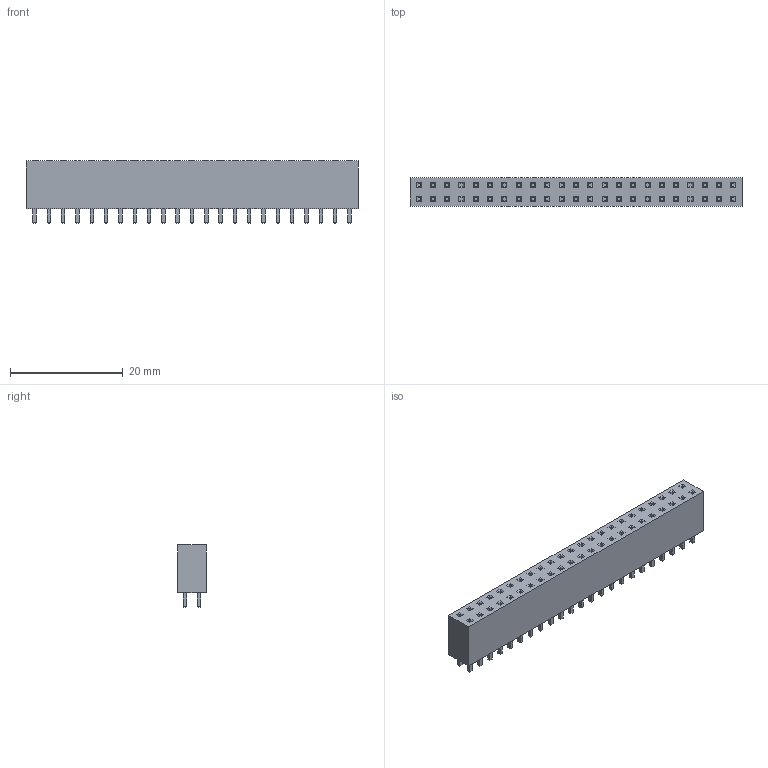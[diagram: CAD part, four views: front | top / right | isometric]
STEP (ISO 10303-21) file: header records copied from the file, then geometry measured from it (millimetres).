
FILE_DESCRIPTION(('FreeCAD Model'),'2;1');
FILE_NAME( 'bb-pin-header-2x23.step', '2020-04-17T14:33:19',('Author'),(''), 'Open CASCADE STEP processor 7.3','FreeCAD','Unknown');
FILE_SCHEMA(('AUTOMOTIVE_DESIGN { 1 0 10303 214 1 1 1 1 }'));
Length unit declared in the file: millimetre
Products named in the file (1): Chamfer001
Bounding box: 58.92 x 5 x 11.05 mm (x, y, z)
Volume: 2441.5 mm3; surface area: 2639.2 mm2
Topology: 1 solids, 1 shells, 834 faces, 1852 edges, 1112 vertices
Faces by surface type: plane 834
Entity records: 51979 total; most frequent: CARTESIAN_POINT 7503, DIRECTION 7226, LINE 5556, VECTOR 5556, ORIENTED_EDGE 3704, PCURVE 3704, DEFINITIONAL_REPRESENTATION 3704, EDGE_CURVE 1852
